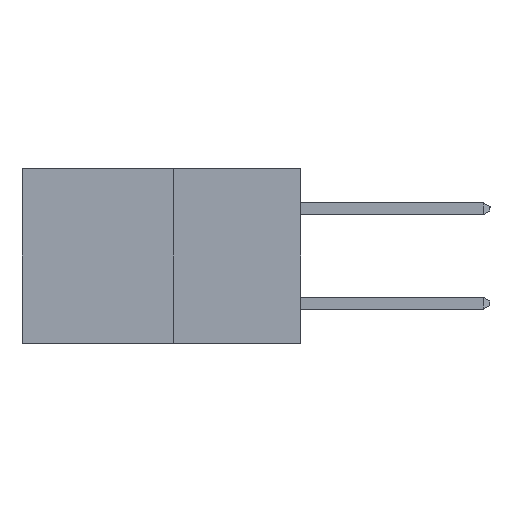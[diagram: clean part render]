
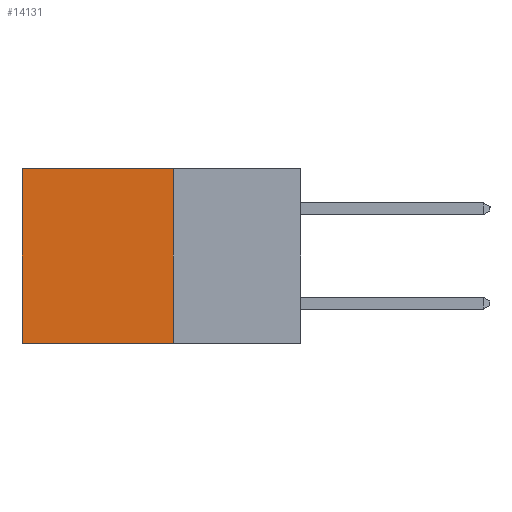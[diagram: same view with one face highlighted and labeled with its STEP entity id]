
A CAD part, left-side view. The second image highlights one B-rep face of the part: STEP entity #14131.
In plain terms, the highlighted planar face has unit normal (-1, 0, 0).
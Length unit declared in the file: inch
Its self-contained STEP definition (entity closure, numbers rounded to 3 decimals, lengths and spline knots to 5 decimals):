
#675 = VECTOR ( 'NONE', #9982, 39.37008 ) ;
#2052 = ORIENTED_EDGE ( 'NONE', *, *, #12027, .F. ) ;
#2266 = CARTESIAN_POINT ( 'NONE',  ( 0.277, 0.27, -0.37 ) ) ;
#3076 = VECTOR ( 'NONE', #6690, 39.37008 ) ;
#3361 = CARTESIAN_POINT ( 'NONE',  ( 0.277, 0.59, -0.37 ) ) ;
#3524 = PLANE ( 'NONE',  #14655 ) ;
#4259 = EDGE_CURVE ( 'NONE', #9238, #10267, #7076, .T. ) ;
#4356 = VECTOR ( 'NONE', #8174, 39.37008 ) ;
#4734 = CARTESIAN_POINT ( 'NONE',  ( 0.277, 0.27, -0.37 ) ) ;
#5270 = VERTEX_POINT ( 'NONE', #2266 ) ;
#5935 = DIRECTION ( 'NONE',  ( 1., 0., 0. ) ) ;
#6238 = FACE_OUTER_BOUND ( 'NONE', #7293, .T. ) ;
#6287 = LINE ( 'NONE', #8996, #3076 ) ;
#6685 = EDGE_CURVE ( 'NONE', #9256, #9238, #13803, .T. ) ;
#6690 = DIRECTION ( 'NONE',  ( 0., 0., -1. ) ) ;
#7076 = LINE ( 'NONE', #10092, #675 ) ;
#7293 = EDGE_LOOP ( 'NONE', ( #10436, #10810, #2052, #14630 ) ) ;
#7898 = DIRECTION ( 'NONE',  ( 0., 1., 0. ) ) ;
#8057 = LINE ( 'NONE', #14921, #14312 ) ;
#8174 = DIRECTION ( 'NONE',  ( 0., 1., 0. ) ) ;
#8888 = EDGE_CURVE ( 'NONE', #5270, #10267, #8057, .T. ) ;
#8996 = CARTESIAN_POINT ( 'NONE',  ( 0.277, 0.27, -0.37 ) ) ;
#9238 = VERTEX_POINT ( 'NONE', #14321 ) ;
#9256 = VERTEX_POINT ( 'NONE', #10852 ) ;
#9982 = DIRECTION ( 'NONE',  ( 0., 0., -1. ) ) ;
#10092 = CARTESIAN_POINT ( 'NONE',  ( 0.277, 0.59, -0.37 ) ) ;
#10267 = VERTEX_POINT ( 'NONE', #3361 ) ;
#10436 = ORIENTED_EDGE ( 'NONE', *, *, #4259, .T. ) ;
#10810 = ORIENTED_EDGE ( 'NONE', *, *, #8888, .F. ) ;
#10852 = CARTESIAN_POINT ( 'NONE',  ( 0.277, 0.27, 0. ) ) ;
#12027 = EDGE_CURVE ( 'NONE', #9256, #5270, #6287, .T. ) ;
#12854 = CARTESIAN_POINT ( 'NONE',  ( 0.277, 0.27, 0. ) ) ;
#13803 = LINE ( 'NONE', #12854, #4356 ) ;
#14131 = ADVANCED_FACE ( 'NONE', ( #6238 ), #3524, .F. ) ;
#14198 = DIRECTION ( 'NONE',  ( 0., 0., -1. ) ) ;
#14312 = VECTOR ( 'NONE', #7898, 39.37008 ) ;
#14321 = CARTESIAN_POINT ( 'NONE',  ( 0.277, 0.59, 0. ) ) ;
#14630 = ORIENTED_EDGE ( 'NONE', *, *, #6685, .T. ) ;
#14655 = AXIS2_PLACEMENT_3D ( 'NONE', #4734, #5935, #14198 ) ;
#14921 = CARTESIAN_POINT ( 'NONE',  ( 0.277, 0.27, -0.37 ) ) ;
